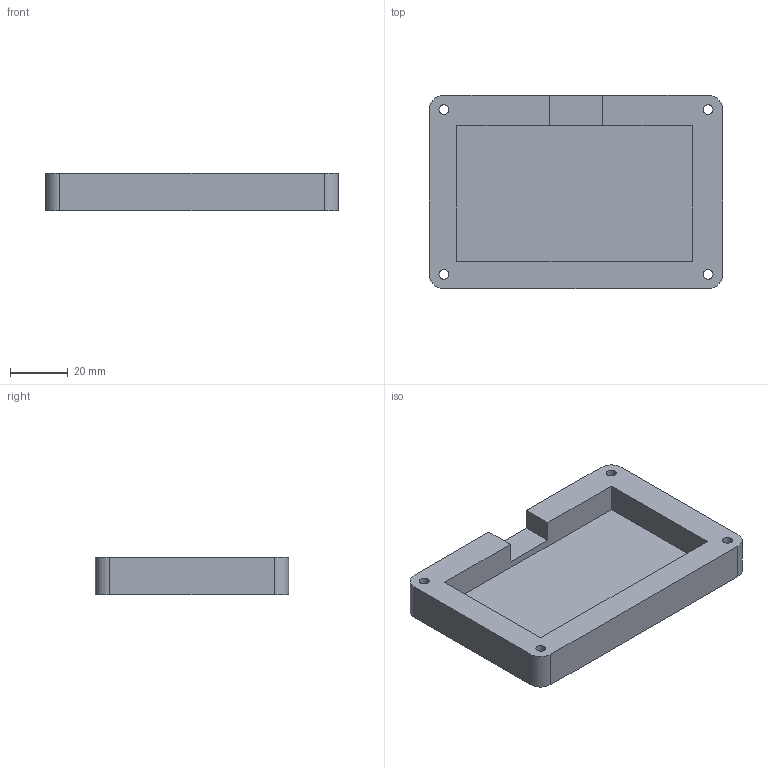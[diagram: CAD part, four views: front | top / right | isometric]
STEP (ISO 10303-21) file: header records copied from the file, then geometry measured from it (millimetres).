
FILE_DESCRIPTION(/* description */ (''),/* implementation_level */ '2;1');
FILE_NAME(/* name */ 'myfirstmacropadbase.step',/* time_stamp */ '2025-10-14T13:57:36-07:00',/* author */ (''),/* organization */ (''),/* preprocessor_version */ 'ST-DEVELOPER v20.1',/* originating_system */ 'Autodesk Translation Framework v14.17.0.0',/* authorisation */ '');
FILE_SCHEMA (('AUTOMOTIVE_DESIGN { 1 0 10303 214 3 1 1 }'));
Length unit declared in the file: millimetre
Products named in the file (1): 2025-10-05-18-09-50-473
Bounding box: 101.96 x 67.27 x 13 mm (x, y, z)
Volume: 47956.9 mm3; surface area: 21095.2 mm2
Topology: 1 solids, 1 shells, 503 faces, 1398 edges, 932 vertices
Faces by surface type: bspline 314, plane 177, cylinder 12
Full cylindrical faces by diameter (mm): 3.4 x4, 6 x4
Entity records: 18965 total; most frequent: CARTESIAN_POINT 8172, ORIENTED_EDGE 2796, EDGE_CURVE 1398, DIRECTION 1174, VERTEX_POINT 932, LINE 746, VECTOR 746, B_SPLINE_CURVE_WITH_KNOTS 628
